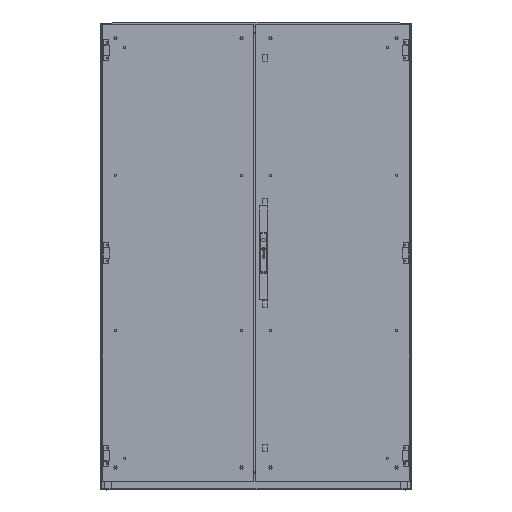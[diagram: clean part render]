
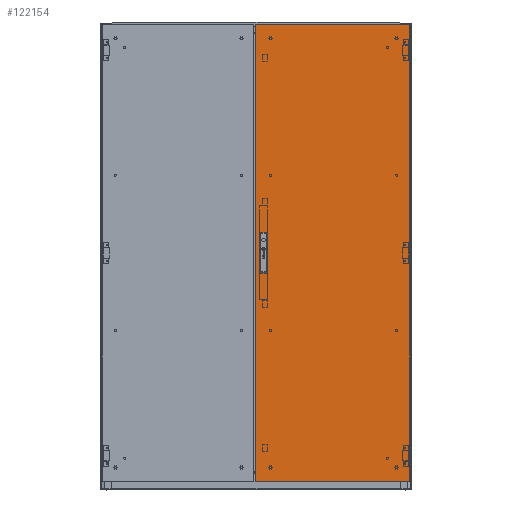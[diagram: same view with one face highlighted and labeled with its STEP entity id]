
A CAD part, top view. The second image highlights one B-rep face of the part: STEP entity #122154.
In plain terms, the highlighted planar face has unit normal (0, 0, 1).
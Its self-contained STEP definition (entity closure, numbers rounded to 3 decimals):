
#1901 = VECTOR ( 'NONE', #67504, 1000. ) ;
#3286 = CARTESIAN_POINT ( 'NONE',  ( 0., 0., 0. ) ) ;
#9548 = EDGE_LOOP ( 'NONE', ( #38238, #26921, #121995, #68655 ) ) ;
#9828 = CARTESIAN_POINT ( 'NONE',  ( -252.8, -78.5, 0. ) ) ;
#11942 = VECTOR ( 'NONE', #142656, 1000. ) ;
#14065 = VERTEX_POINT ( 'NONE', #108760 ) ;
#20551 = FACE_OUTER_BOUND ( 'NONE', #9548, .T. ) ;
#21973 = VERTEX_POINT ( 'NONE', #156656 ) ;
#23502 = VECTOR ( 'NONE', #121733, 1000. ) ;
#26921 = ORIENTED_EDGE ( 'NONE', *, *, #71891, .T. ) ;
#27445 = LINE ( 'NONE', #109172, #23502 ) ;
#27609 = ORIENTED_EDGE ( 'NONE', *, *, #95324, .T. ) ;
#30956 = CARTESIAN_POINT ( 'NONE',  ( -300., 883.5, 0. ) ) ;
#31436 = VERTEX_POINT ( 'NONE', #55935 ) ;
#35023 = LINE ( 'NONE', #154748, #1901 ) ;
#38238 = ORIENTED_EDGE ( 'NONE', *, *, #151137, .T. ) ;
#40887 = DIRECTION ( 'NONE',  ( 0., 0., 1. ) ) ;
#41051 = DIRECTION ( 'NONE',  ( 0., -1., 0. ) ) ;
#41636 = VECTOR ( 'NONE', #41051, 1000. ) ;
#42082 = CARTESIAN_POINT ( 'NONE',  ( -252.8, 78.5, 0. ) ) ;
#45100 = LINE ( 'NONE', #30956, #11942 ) ;
#46915 = CARTESIAN_POINT ( 'NONE',  ( -252.8, 0., 0. ) ) ;
#48455 = LINE ( 'NONE', #46915, #110784 ) ;
#50573 = CARTESIAN_POINT ( 'NONE',  ( -283.2, 78.5, 0. ) ) ;
#53731 = FACE_BOUND ( 'NONE', #144368, .T. ) ;
#55935 = CARTESIAN_POINT ( 'NONE',  ( -283.2, 78.5, 0. ) ) ;
#56169 = AXIS2_PLACEMENT_3D ( 'NONE', #3286, #40887, #128036 ) ;
#61650 = CARTESIAN_POINT ( 'NONE',  ( -300., -883.5, 0. ) ) ;
#61930 = EDGE_CURVE ( 'NONE', #112265, #155822, #141076, .T. ) ;
#63157 = DIRECTION ( 'NONE',  ( 1., 0., 0. ) ) ;
#65288 = ORIENTED_EDGE ( 'NONE', *, *, #95771, .F. ) ;
#67504 = DIRECTION ( 'NONE',  ( 1., 0., 0. ) ) ;
#68655 = ORIENTED_EDGE ( 'NONE', *, *, #161250, .T. ) ;
#71891 = EDGE_CURVE ( 'NONE', #86582, #112265, #45100, .T. ) ;
#75076 = VECTOR ( 'NONE', #86163, 1000. ) ;
#77330 = PLANE ( 'NONE',  #56169 ) ;
#78363 = VECTOR ( 'NONE', #63157, 1000. ) ;
#78972 = LINE ( 'NONE', #148426, #75076 ) ;
#86096 = VECTOR ( 'NONE', #87904, 1000. ) ;
#86163 = DIRECTION ( 'NONE',  ( 0., 1., 0. ) ) ;
#86582 = VERTEX_POINT ( 'NONE', #151293 ) ;
#87904 = DIRECTION ( 'NONE',  ( 0., -1., 0. ) ) ;
#95324 = EDGE_CURVE ( 'NONE', #31436, #133556, #115349, .T. ) ;
#95771 = EDGE_CURVE ( 'NONE', #21973, #97310, #27445, .T. ) ;
#97310 = VERTEX_POINT ( 'NONE', #9828 ) ;
#103556 = CARTESIAN_POINT ( 'NONE',  ( -300., 883.5, 0. ) ) ;
#108760 = CARTESIAN_POINT ( 'NONE',  ( 300., -883.5, 0. ) ) ;
#109172 = CARTESIAN_POINT ( 'NONE',  ( -283.2, -78.5, 0. ) ) ;
#110784 = VECTOR ( 'NONE', #134055, 1000. ) ;
#112265 = VERTEX_POINT ( 'NONE', #120072 ) ;
#115349 = LINE ( 'NONE', #50573, #78363 ) ;
#119004 = EDGE_CURVE ( 'NONE', #133556, #97310, #48455, .T. ) ;
#119318 = LINE ( 'NONE', #125595, #86096 ) ;
#120072 = CARTESIAN_POINT ( 'NONE',  ( -300., 883.5, 0. ) ) ;
#121733 = DIRECTION ( 'NONE',  ( 1., 0., 0. ) ) ;
#121995 = ORIENTED_EDGE ( 'NONE', *, *, #61930, .T. ) ;
#122154 = ADVANCED_FACE ( 'NONE', ( #20551, #53731 ), #77330, .T. ) ;
#125595 = CARTESIAN_POINT ( 'NONE',  ( -283.2, 0., 0. ) ) ;
#128036 = DIRECTION ( 'NONE',  ( 1., 0., 0. ) ) ;
#128701 = ORIENTED_EDGE ( 'NONE', *, *, #151972, .F. ) ;
#133556 = VERTEX_POINT ( 'NONE', #42082 ) ;
#134055 = DIRECTION ( 'NONE',  ( 0., -1., 0. ) ) ;
#141076 = LINE ( 'NONE', #103556, #41636 ) ;
#142656 = DIRECTION ( 'NONE',  ( -1., 0., 0. ) ) ;
#144368 = EDGE_LOOP ( 'NONE', ( #128701, #27609, #159713, #65288 ) ) ;
#148426 = CARTESIAN_POINT ( 'NONE',  ( 300., 883.5, 0. ) ) ;
#151137 = EDGE_CURVE ( 'NONE', #14065, #86582, #78972, .T. ) ;
#151293 = CARTESIAN_POINT ( 'NONE',  ( 300., 883.5, 0. ) ) ;
#151972 = EDGE_CURVE ( 'NONE', #31436, #21973, #119318, .T. ) ;
#154748 = CARTESIAN_POINT ( 'NONE',  ( -300., -883.5, 0. ) ) ;
#155822 = VERTEX_POINT ( 'NONE', #61650 ) ;
#156656 = CARTESIAN_POINT ( 'NONE',  ( -283.2, -78.5, 0. ) ) ;
#159713 = ORIENTED_EDGE ( 'NONE', *, *, #119004, .T. ) ;
#161250 = EDGE_CURVE ( 'NONE', #155822, #14065, #35023, .T. ) ;
